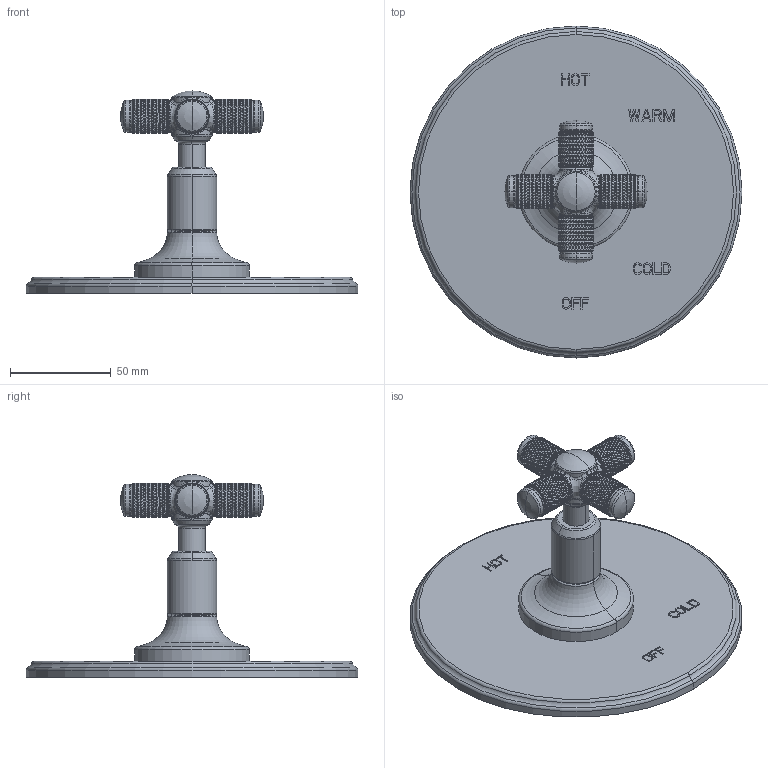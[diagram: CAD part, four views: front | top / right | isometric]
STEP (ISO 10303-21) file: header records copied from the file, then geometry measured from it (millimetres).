
FILE_DESCRIPTION((''),'2;1');
FILE_NAME('4-3264BP','2024-07-31T16:22:13',('rsmith'),(''),'CREO PARAMETRIC BY PTC INC, 2023134','CREO PARAMETRIC BY PTC INC, 2023134','');
FILE_SCHEMA(('CONFIG_CONTROL_DESIGN'));
Length unit declared in the file: inch
Products named in the file (1): 4-3264BP
Bounding box: 165.1 x 165.1 x 100.76 mm (x, y, z)
Volume: 107453 mm3; surface area: 61992.2 mm2
Topology: 1 solids, 1 shells, 9916 faces, 20691 edges, 10797 vertices
Faces by surface type: bspline 7692, cylinder 1798, plane 338, torus 74, sphere 10, cone 4
Entity records: 404915 total; most frequent: CARTESIAN_POINT 261446, ORIENTED_EDGE 41362, EDGE_CURVE 20681, B_SPLINE_CURVE_WITH_KNOTS 19176, VERTEX_POINT 10797, EDGE_LOOP 9946, FACE_OUTER_BOUND 9916, ADVANCED_FACE 9916
